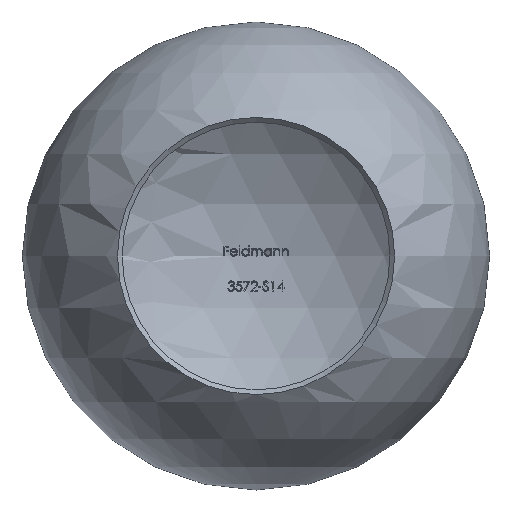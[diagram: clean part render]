
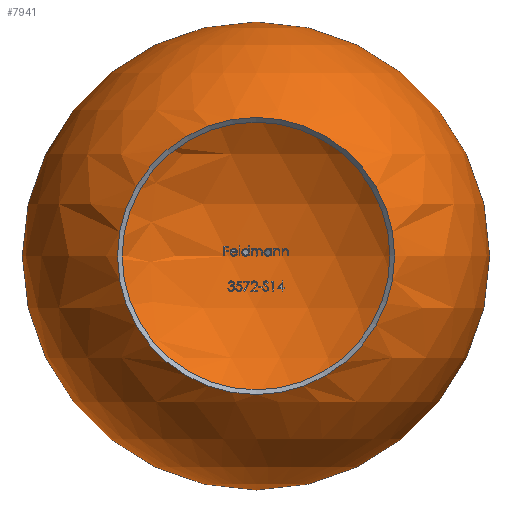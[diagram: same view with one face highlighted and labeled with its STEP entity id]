
A CAD part, front view. The second image highlights one B-rep face of the part: STEP entity #7941.
In plain terms, the highlighted spherical face has radius 12.5 mm.
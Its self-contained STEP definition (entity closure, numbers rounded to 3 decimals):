
#42 = FACE_OUTER_BOUND ( 'NONE', #9301, .T. ) ;
#477 = AXIS2_PLACEMENT_3D ( 'NONE', #2532, #4167, #1769 ) ;
#1423 = ORIENTED_EDGE ( 'NONE', *, *, #7375, .F. ) ;
#1769 = DIRECTION ( 'NONE',  ( 1., 0., 0. ) ) ;
#1832 = SPHERICAL_SURFACE ( 'NONE', #8332, 12.5 ) ;
#2532 = CARTESIAN_POINT ( 'NONE',  ( 0., -10.074, 0. ) ) ;
#4167 = DIRECTION ( 'NONE',  ( 0., -1., 0. ) ) ;
#4857 = CIRCLE ( 'NONE', #477, 7.4 ) ;
#5116 = VERTEX_POINT ( 'NONE', #7763 ) ;
#6144 = DIRECTION ( 'NONE',  ( 0., 0., 1. ) ) ;
#7375 = EDGE_CURVE ( 'NONE', #5116, #5116, #4857, .T. ) ;
#7763 = CARTESIAN_POINT ( 'NONE',  ( 7.4, -10.074, 0. ) ) ;
#7941 = ADVANCED_FACE ( 'NONE', ( #42 ), #1832, .T. ) ;
#8332 = AXIS2_PLACEMENT_3D ( 'NONE', #8615, #6144, #9347 ) ;
#8615 = CARTESIAN_POINT ( 'NONE',  ( 0., 0., 0. ) ) ;
#9301 = EDGE_LOOP ( 'NONE', ( #1423 ) ) ;
#9347 = DIRECTION ( 'NONE',  ( 1., 0., 0. ) ) ;
